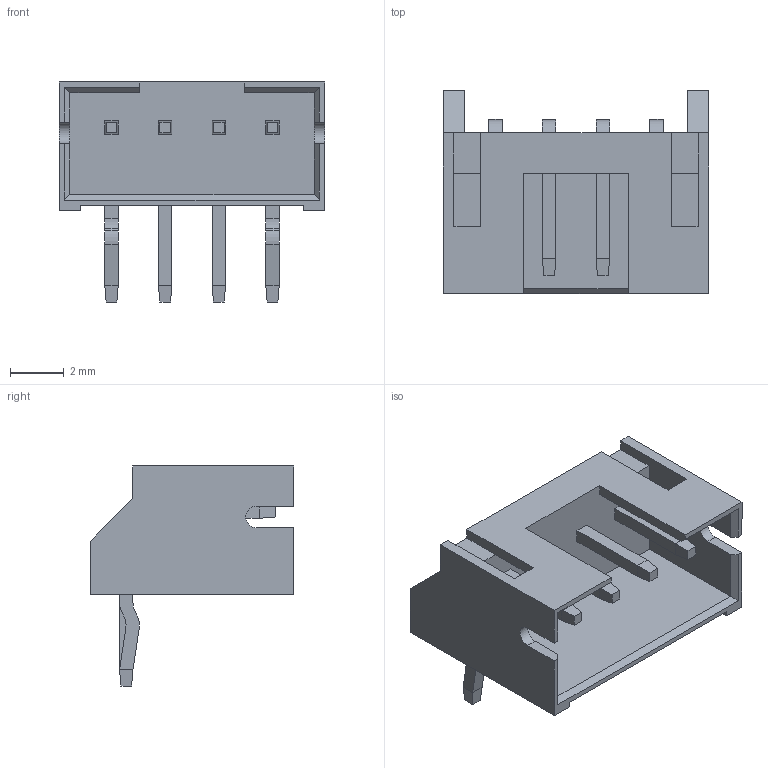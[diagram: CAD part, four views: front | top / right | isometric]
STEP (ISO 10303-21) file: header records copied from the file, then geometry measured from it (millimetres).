
FILE_DESCRIPTION (( 'STEP AP214' ), '1' );
FILE_NAME ('CONN-TH_4P-P2.00_S4B-PH-K-S-LF-SN.STEP', '2023-08-17T06:05:48', ( '' ), ( '' ), 'SwSTEP 2.0', 'SolidWorks 2020', '' );
FILE_SCHEMA (( 'AUTOMOTIVE_DESIGN' ));
Length unit declared in the file: millimetre
Products named in the file (1): CONN-TH_4P-P2.00_S4B-PH-K-S-LF-SN
Bounding box: 9.9 x 7.6 x 8.2 mm (x, y, z)
Volume: 120.8 mm3; surface area: 460.6 mm2
Topology: 1 solids, 1 shells, 379 faces, 1024 edges, 670 vertices
Faces by surface type: plane 263, bspline 98, cylinder 18
Entity records: 16453 total; most frequent: CARTESIAN_POINT 3380, ORIENTED_EDGE 2048, DIRECTION 1424, EDGE_CURVE 1024, LINE 788, VECTOR 788, VERTEX_POINT 670, EDGE_LOOP 406
